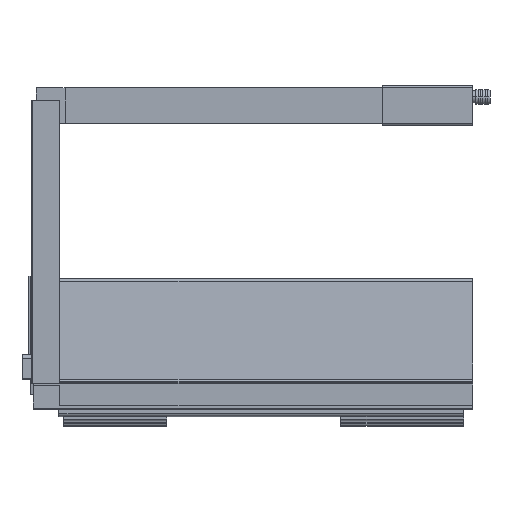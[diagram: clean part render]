
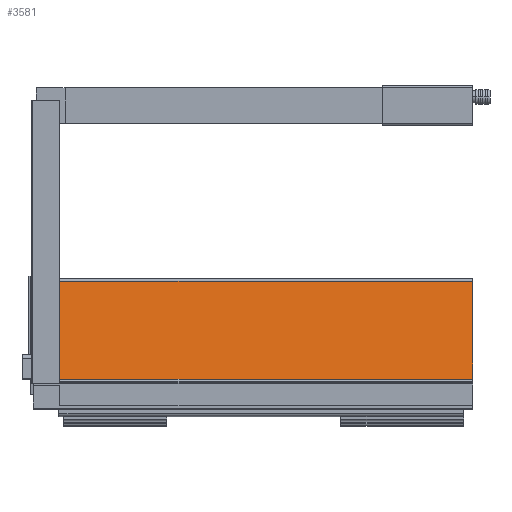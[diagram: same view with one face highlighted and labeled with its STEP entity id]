
A CAD part, top view. The second image highlights one B-rep face of the part: STEP entity #3581.
In plain terms, the highlighted planar face has unit normal (0, 0.139, 0.99).
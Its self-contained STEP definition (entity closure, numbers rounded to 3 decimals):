
#164 = DIRECTION ( 'NONE',  ( 1., 0., 0. ) ) ;
#851 = VECTOR ( 'NONE', #4178, 1000. ) ;
#1364 = EDGE_CURVE ( 'NONE', #9854, #10666, #2103, .T. ) ;
#1504 = ORIENTED_EDGE ( 'NONE', *, *, #7431, .F. ) ;
#1540 = VECTOR ( 'NONE', #8560, 1000. ) ;
#1553 = CARTESIAN_POINT ( 'NONE',  ( 0., 75.024, 25.028 ) ) ;
#1848 = CARTESIAN_POINT ( 'NONE',  ( -273.5, 75.024, 25.028 ) ) ;
#1909 = DIRECTION ( 'NONE',  ( 0., 0.99, -0.139 ) ) ;
#2103 = LINE ( 'NONE', #1848, #4452 ) ;
#3036 = CARTESIAN_POINT ( 'NONE',  ( 0., 75.024, 25.028 ) ) ;
#3581 = ADVANCED_FACE ( 'NONE', ( #3895 ), #3773, .T. ) ;
#3646 = DIRECTION ( 'NONE',  ( 0., -0.99, 0.139 ) ) ;
#3773 = PLANE ( 'NONE',  #7533 ) ;
#3895 = FACE_OUTER_BOUND ( 'NONE', #7356, .T. ) ;
#4178 = DIRECTION ( 'NONE',  ( 1., 0., 0. ) ) ;
#4452 = VECTOR ( 'NONE', #1909, 1000. ) ;
#4996 = LINE ( 'NONE', #9712, #7852 ) ;
#5500 = ORIENTED_EDGE ( 'NONE', *, *, #1364, .F. ) ;
#6776 = DIRECTION ( 'NONE',  ( 0., 0.139, 0.99 ) ) ;
#7063 = LINE ( 'NONE', #10933, #851 ) ;
#7356 = EDGE_LOOP ( 'NONE', ( #5500, #7667, #12447, #1504 ) ) ;
#7431 = EDGE_CURVE ( 'NONE', #10666, #11152, #4996, .T. ) ;
#7533 = AXIS2_PLACEMENT_3D ( 'NONE', #10521, #6776, #3646 ) ;
#7667 = ORIENTED_EDGE ( 'NONE', *, *, #12589, .T. ) ;
#7852 = VECTOR ( 'NONE', #164, 1000. ) ;
#8560 = DIRECTION ( 'NONE',  ( 0., -0.99, 0.139 ) ) ;
#8903 = EDGE_CURVE ( 'NONE', #11152, #11251, #10269, .T. ) ;
#9712 = CARTESIAN_POINT ( 'NONE',  ( -293., 75.024, 25.028 ) ) ;
#9854 = VERTEX_POINT ( 'NONE', #9981 ) ;
#9981 = CARTESIAN_POINT ( 'NONE',  ( -273.5, 10.222, 34.135 ) ) ;
#10269 = LINE ( 'NONE', #1553, #1540 ) ;
#10521 = CARTESIAN_POINT ( 'NONE',  ( -293., 75.024, 25.028 ) ) ;
#10666 = VERTEX_POINT ( 'NONE', #11679 ) ;
#10933 = CARTESIAN_POINT ( 'NONE',  ( 0., 10.222, 34.135 ) ) ;
#11152 = VERTEX_POINT ( 'NONE', #3036 ) ;
#11251 = VERTEX_POINT ( 'NONE', #11387 ) ;
#11387 = CARTESIAN_POINT ( 'NONE',  ( 0., 10.222, 34.135 ) ) ;
#11679 = CARTESIAN_POINT ( 'NONE',  ( -273.5, 75.024, 25.028 ) ) ;
#12447 = ORIENTED_EDGE ( 'NONE', *, *, #8903, .F. ) ;
#12589 = EDGE_CURVE ( 'NONE', #9854, #11251, #7063, .T. ) ;
